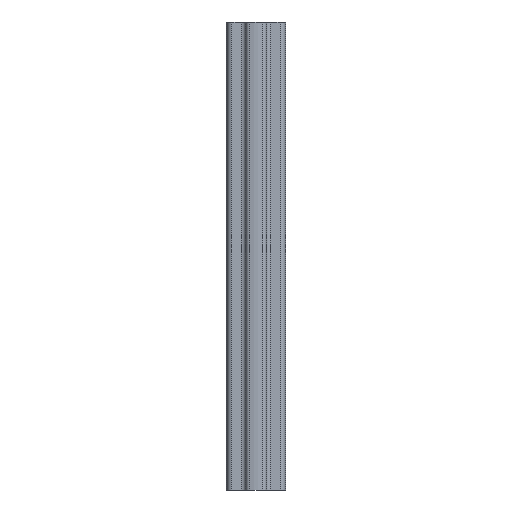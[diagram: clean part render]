
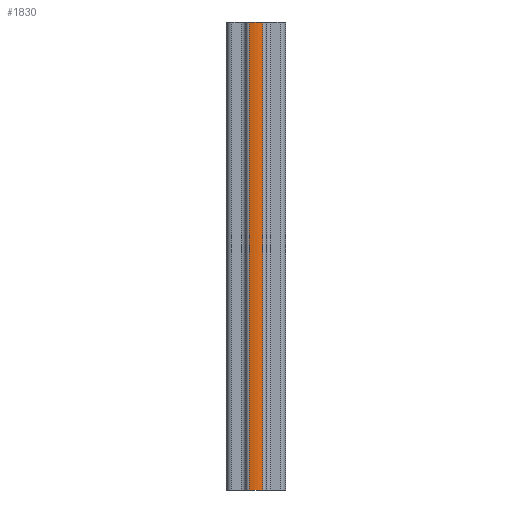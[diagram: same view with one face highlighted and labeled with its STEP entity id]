
A CAD part, front view. The second image highlights one B-rep face of the part: STEP entity #1830.
In plain terms, the highlighted cylindrical face has radius 3.74 mm (diameter 7.48 mm), a partial arc.
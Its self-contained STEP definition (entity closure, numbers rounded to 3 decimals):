
#56 = PLANE('',#57);
#57 = AXIS2_PLACEMENT_3D('',#58,#59,#60);
#58 = CARTESIAN_POINT('',(0.,10.86,0.));
#59 = DIRECTION('',(0.,0.,1.));
#60 = DIRECTION('',(1.,0.,0.));
#125 = PLANE('',#126);
#126 = AXIS2_PLACEMENT_3D('',#127,#128,#129);
#127 = CARTESIAN_POINT('',(0.,10.86,55.));
#128 = DIRECTION('',(0.,0.,1.));
#129 = DIRECTION('',(1.,0.,0.));
#774 = VERTEX_POINT('',#775);
#775 = CARTESIAN_POINT('',(-0.82,8.9,0.));
#794 = CYLINDRICAL_SURFACE('',#795,0.5);
#795 = AXIS2_PLACEMENT_3D('',#796,#797,#798);
#796 = CARTESIAN_POINT('',(-0.71,9.388,55.));
#797 = DIRECTION('',(-0.,-0.,-1.));
#798 = DIRECTION('',(-0.219,-0.976,0.));
#806 = EDGE_CURVE('',#774,#807,#809,.T.);
#807 = VERTEX_POINT('',#808);
#808 = CARTESIAN_POINT('',(0.82,8.9,0.));
#809 = SURFACE_CURVE('',#810,(#815,#822),.PCURVE_S1.);
#810 = CIRCLE('',#811,3.74);
#811 = AXIS2_PLACEMENT_3D('',#812,#813,#814);
#812 = CARTESIAN_POINT('',(0.,12.549,0.));
#813 = DIRECTION('',(0.,0.,1.));
#814 = DIRECTION('',(1.,0.,0.));
#815 = PCURVE('',#56,#816);
#816 = DEFINITIONAL_REPRESENTATION('',(#817),#821);
#817 = CIRCLE('',#818,3.74);
#818 = AXIS2_PLACEMENT_2D('',#819,#820);
#819 = CARTESIAN_POINT('',(0.,1.689));
#820 = DIRECTION('',(1.,0.));
#821 = ( GEOMETRIC_REPRESENTATION_CONTEXT(2) 
PARAMETRIC_REPRESENTATION_CONTEXT() REPRESENTATION_CONTEXT('2D SPACE',''
  ) );
#822 = PCURVE('',#823,#828);
#823 = CYLINDRICAL_SURFACE('',#824,3.74);
#824 = AXIS2_PLACEMENT_3D('',#825,#826,#827);
#825 = CARTESIAN_POINT('',(0.,12.549,0.));
#826 = DIRECTION('',(-0.,-0.,-1.));
#827 = DIRECTION('',(1.,0.,0.));
#828 = DEFINITIONAL_REPRESENTATION('',(#829),#833);
#829 = LINE('',#830,#831);
#830 = CARTESIAN_POINT('',(-0.,0.));
#831 = VECTOR('',#832,1.);
#832 = DIRECTION('',(-1.,0.));
#833 = ( GEOMETRIC_REPRESENTATION_CONTEXT(2) 
PARAMETRIC_REPRESENTATION_CONTEXT() REPRESENTATION_CONTEXT('2D SPACE',''
  ) );
#856 = CYLINDRICAL_SURFACE('',#857,0.5);
#857 = AXIS2_PLACEMENT_3D('',#858,#859,#860);
#858 = CARTESIAN_POINT('',(0.71,9.388,55.));
#859 = DIRECTION('',(-0.,-0.,-1.));
#860 = DIRECTION('',(1.,0.,-0.));
#1496 = VERTEX_POINT('',#1497);
#1497 = CARTESIAN_POINT('',(-0.82,8.9,55.));
#1523 = EDGE_CURVE('',#1496,#1524,#1526,.T.);
#1524 = VERTEX_POINT('',#1525);
#1525 = CARTESIAN_POINT('',(0.82,8.9,55.));
#1526 = SURFACE_CURVE('',#1527,(#1532,#1539),.PCURVE_S1.);
#1527 = CIRCLE('',#1528,3.74);
#1528 = AXIS2_PLACEMENT_3D('',#1529,#1530,#1531);
#1529 = CARTESIAN_POINT('',(0.,12.549,55.));
#1530 = DIRECTION('',(0.,0.,1.));
#1531 = DIRECTION('',(1.,0.,0.));
#1532 = PCURVE('',#125,#1533);
#1533 = DEFINITIONAL_REPRESENTATION('',(#1534),#1538);
#1534 = CIRCLE('',#1535,3.74);
#1535 = AXIS2_PLACEMENT_2D('',#1536,#1537);
#1536 = CARTESIAN_POINT('',(0.,1.689));
#1537 = DIRECTION('',(1.,0.));
#1538 = ( GEOMETRIC_REPRESENTATION_CONTEXT(2) 
PARAMETRIC_REPRESENTATION_CONTEXT() REPRESENTATION_CONTEXT('2D SPACE',''
  ) );
#1539 = PCURVE('',#823,#1540);
#1540 = DEFINITIONAL_REPRESENTATION('',(#1541),#1545);
#1541 = LINE('',#1542,#1543);
#1542 = CARTESIAN_POINT('',(-0.,-55.));
#1543 = VECTOR('',#1544,1.);
#1544 = DIRECTION('',(-1.,0.));
#1545 = ( GEOMETRIC_REPRESENTATION_CONTEXT(2) 
PARAMETRIC_REPRESENTATION_CONTEXT() REPRESENTATION_CONTEXT('2D SPACE',''
  ) );
#1780 = EDGE_CURVE('',#1524,#807,#1781,.T.);
#1781 = SURFACE_CURVE('',#1782,(#1786,#1793),.PCURVE_S1.);
#1782 = LINE('',#1783,#1784);
#1783 = CARTESIAN_POINT('',(0.82,8.9,55.));
#1784 = VECTOR('',#1785,1.);
#1785 = DIRECTION('',(-0.,-0.,-1.));
#1786 = PCURVE('',#856,#1787);
#1787 = DEFINITIONAL_REPRESENTATION('',(#1788),#1792);
#1788 = LINE('',#1789,#1790);
#1789 = CARTESIAN_POINT('',(1.35,0.));
#1790 = VECTOR('',#1791,1.);
#1791 = DIRECTION('',(0.,1.));
#1792 = ( GEOMETRIC_REPRESENTATION_CONTEXT(2) 
PARAMETRIC_REPRESENTATION_CONTEXT() REPRESENTATION_CONTEXT('2D SPACE',''
  ) );
#1793 = PCURVE('',#823,#1794);
#1794 = DEFINITIONAL_REPRESENTATION('',(#1795),#1799);
#1795 = LINE('',#1796,#1797);
#1796 = CARTESIAN_POINT('',(-4.933,-55.));
#1797 = VECTOR('',#1798,1.);
#1798 = DIRECTION('',(-0.,1.));
#1799 = ( GEOMETRIC_REPRESENTATION_CONTEXT(2) 
PARAMETRIC_REPRESENTATION_CONTEXT() REPRESENTATION_CONTEXT('2D SPACE',''
  ) );
#1830 = ADVANCED_FACE('',(#1831),#823,.T.);
#1831 = FACE_BOUND('',#1832,.F.);
#1832 = EDGE_LOOP('',(#1833,#1834,#1855,#1856));
#1833 = ORIENTED_EDGE('',*,*,#806,.F.);
#1834 = ORIENTED_EDGE('',*,*,#1835,.F.);
#1835 = EDGE_CURVE('',#1496,#774,#1836,.T.);
#1836 = SURFACE_CURVE('',#1837,(#1841,#1848),.PCURVE_S1.);
#1837 = LINE('',#1838,#1839);
#1838 = CARTESIAN_POINT('',(-0.82,8.9,55.));
#1839 = VECTOR('',#1840,1.);
#1840 = DIRECTION('',(-0.,-0.,-1.));
#1841 = PCURVE('',#823,#1842);
#1842 = DEFINITIONAL_REPRESENTATION('',(#1843),#1847);
#1843 = LINE('',#1844,#1845);
#1844 = CARTESIAN_POINT('',(-4.491,-55.));
#1845 = VECTOR('',#1846,1.);
#1846 = DIRECTION('',(-0.,1.));
#1847 = ( GEOMETRIC_REPRESENTATION_CONTEXT(2) 
PARAMETRIC_REPRESENTATION_CONTEXT() REPRESENTATION_CONTEXT('2D SPACE',''
  ) );
#1848 = PCURVE('',#794,#1849);
#1849 = DEFINITIONAL_REPRESENTATION('',(#1850),#1854);
#1850 = LINE('',#1851,#1852);
#1851 = CARTESIAN_POINT('',(0.,0.));
#1852 = VECTOR('',#1853,1.);
#1853 = DIRECTION('',(0.,1.));
#1854 = ( GEOMETRIC_REPRESENTATION_CONTEXT(2) 
PARAMETRIC_REPRESENTATION_CONTEXT() REPRESENTATION_CONTEXT('2D SPACE',''
  ) );
#1855 = ORIENTED_EDGE('',*,*,#1523,.T.);
#1856 = ORIENTED_EDGE('',*,*,#1780,.T.);
